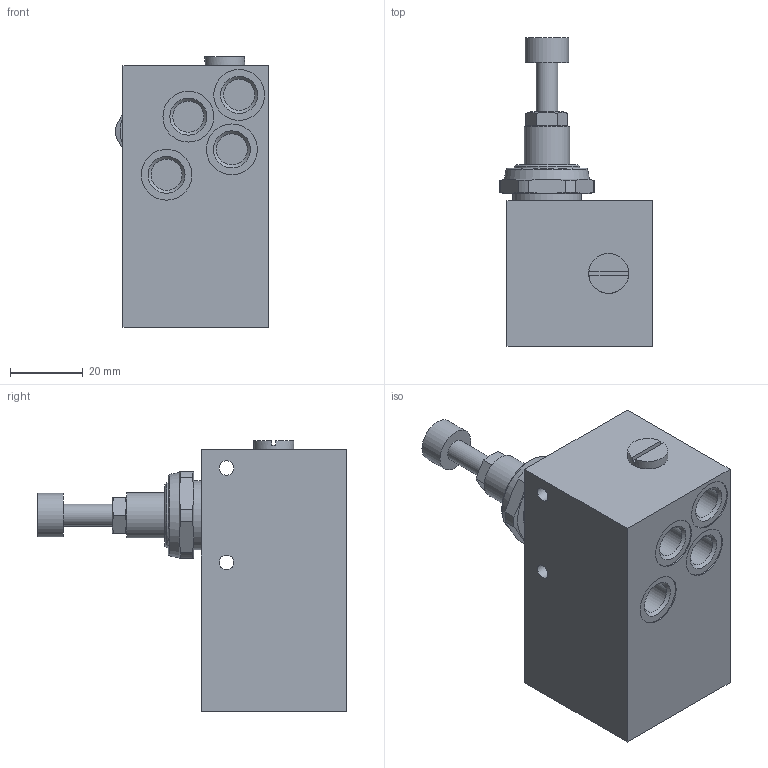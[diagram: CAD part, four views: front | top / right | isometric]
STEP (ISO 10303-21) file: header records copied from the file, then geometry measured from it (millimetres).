
FILE_DESCRIPTION(/* description */ ('TEMPORIZZATORE PNEUM.N.A. 30sec.'),/* implementation_level */ '2;1');
FILE_NAME(/* name */ '900_18_4.stp',/* time_stamp */ '2019-01-07T08:33:41+01:00',/* author */ ('maniean1'),/* organization */ (''),/* preprocessor_version */ 'ST-DEVELOPER v17',/* originating_system */ 'Autodesk Inventor 2019',/* authorisation */ '');
FILE_SCHEMA (('AUTOMOTIVE_DESIGN { 1 0 10303 214 3 1 1 }'));
Length unit declared in the file: millimetre
Products named in the file (1): 900.18.4
Bounding box: 41.99 x 85 x 74.5 mm (x, y, z)
Volume: 118688.6 mm3; surface area: 19171.6 mm2
Topology: 1 solids, 1 shells, 71 faces, 190 edges, 137 vertices
Faces by surface type: plane 38, cylinder 22, cone 10, torus 1
Full cylindrical faces by diameter (mm): 4 x2, 6 x1, 8.566 x4, 11 x1, 12 x1, 12.5 x1, 14 x4, 18 x1, 19 x1
Entity records: 2372 total; most frequent: CARTESIAN_POINT 447, DIRECTION 412, ORIENTED_EDGE 380, EDGE_CURVE 190, AXIS2_PLACEMENT_3D 174, VERTEX_POINT 137, CIRCLE 102, EDGE_LOOP 91
